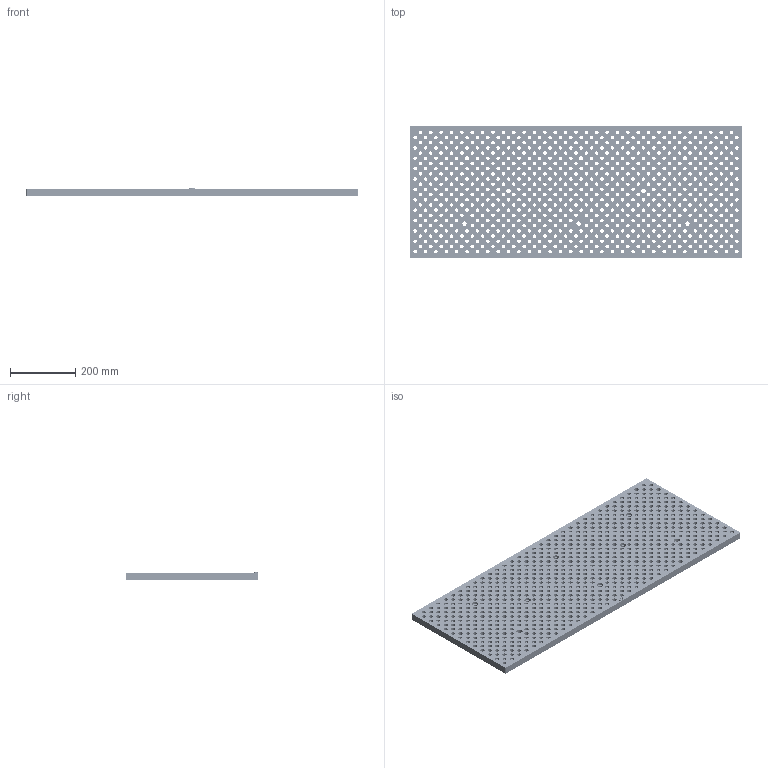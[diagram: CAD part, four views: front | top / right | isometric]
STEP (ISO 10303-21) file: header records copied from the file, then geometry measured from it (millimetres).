
FILE_DESCRIPTION(/* description */ (''),/* implementation_level */ '2;1');
FILE_NAME(/* name */ 'Brother_Speedio-S700X1_40x16.step',/* time_stamp */ '2022-04-13T13:41:29-04:00',/* author */ (''),/* organization */ (''),/* preprocessor_version */ 'ST-DEVELOPER v18.1',/* originating_system */ 'Autodesk Translation Framework v10.14.0.1471',/* authorisation */ '');
FILE_SCHEMA (('AUTOMOTIVE_DESIGN { 1 0 10303 214 3 1 1 }'));
Products named in the file (5): S700X1 Plate; Fixture Plate; SMW v3 (1); Solid (1); Component36
Assembly tree (4 placements, depth 4):
  S700X1 Plate
    Fixture Plate
      SMW v3 (1)
        Solid (1)
      Component36
Bounding box: 1016 x 406.4 x 23.5 mm (x, y, z)
Volume: 7236801.7 mm3; surface area: 1332220 mm2
Topology: 2 solids, 2 shells, 2345 faces, 4755 edges, 3170 vertices
Faces by surface type: cylinder 1521, plane 777, bspline 47
Full cylindrical faces by diameter (mm): 10.808 x745, 12.713 x745, 13.208 x8, 19.939 x8
Entity records: 66854 total; most frequent: DIRECTION 12317, CARTESIAN_POINT 11352, ORIENTED_EDGE 9510, AXIS2_PLACEMENT_3D 5349, EDGE_CURVE 4755, EDGE_LOOP 4613, VERTEX_POINT 3170, CIRCLE 3042
